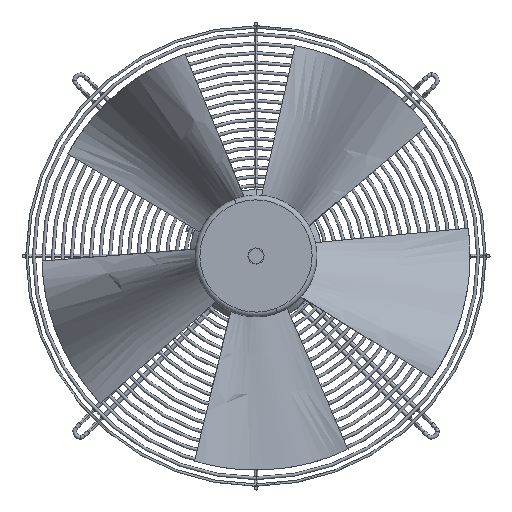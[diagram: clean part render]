
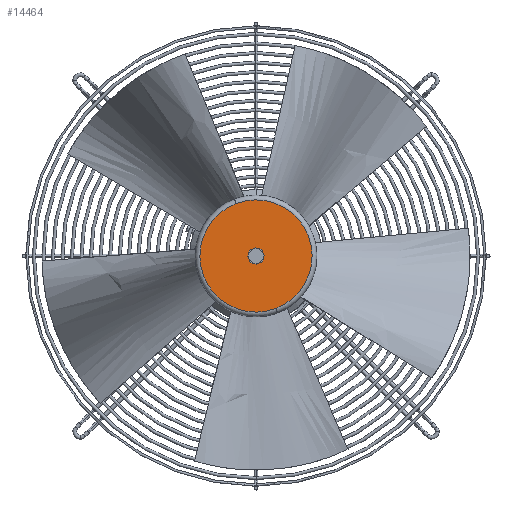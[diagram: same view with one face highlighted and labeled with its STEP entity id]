
A CAD part, front view. The second image highlights one B-rep face of the part: STEP entity #14464.
In plain terms, the highlighted face is planar.
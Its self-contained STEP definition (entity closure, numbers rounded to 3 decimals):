
#12923=CARTESIAN_POINT('',(0.,67.,0.));
#12924=DIRECTION('',(0.,1.,0.));
#12925=DIRECTION('',(0.,0.,1.));
#12926=AXIS2_PLACEMENT_3D('',#12923,#12924,#12925);
#12928=CARTESIAN_POINT('',(0.,67.,0.));
#12929=DIRECTION('',(0.,1.,0.));
#12930=DIRECTION('',(0.,0.,-1.));
#12931=AXIS2_PLACEMENT_3D('',#12928,#12929,#12930);
#12933=CARTESIAN_POINT('',(0.,67.,0.));
#12934=DIRECTION('',(0.,-1.,0.));
#12935=DIRECTION('',(0.,0.,-1.));
#12936=AXIS2_PLACEMENT_3D('',#12933,#12934,#12935);
#12938=CARTESIAN_POINT('',(0.,67.,0.));
#12939=DIRECTION('',(0.,-1.,0.));
#12940=DIRECTION('',(0.,0.,1.));
#12941=AXIS2_PLACEMENT_3D('',#12938,#12939,#12940);
#13945=CARTESIAN_POINT('',(0.,67.,8.5));
#13946=CARTESIAN_POINT('',(0.,67.,-8.5));
#13947=VERTEX_POINT('',#13945);
#13948=VERTEX_POINT('',#13946);
#13973=CARTESIAN_POINT('',(0.,67.,-59.));
#13974=CARTESIAN_POINT('',(0.,67.,59.));
#13975=VERTEX_POINT('',#13973);
#13976=VERTEX_POINT('',#13974);
#14449=CARTESIAN_POINT('',(0.,67.,0.));
#14450=DIRECTION('',(0.,1.,0.));
#14451=DIRECTION('',(0.,0.,1.));
#14452=AXIS2_PLACEMENT_3D('',#14449,#14450,#14451);
#14453=PLANE('',#14452);
#14454=ORIENTED_EDGE('',*,*,#14428,.F.);
#14455=ORIENTED_EDGE('',*,*,#14441,.F.);
#14456=EDGE_LOOP('',(#14454,#14455));
#14457=FACE_OUTER_BOUND('',#14456,.F.);
#14459=ORIENTED_EDGE('',*,*,#14458,.F.);
#14461=ORIENTED_EDGE('',*,*,#14460,.F.);
#14462=EDGE_LOOP('',(#14459,#14461));
#14463=FACE_BOUND('',#14462,.F.);
#14464=ADVANCED_FACE('',(#14457,#14463),#14453,.T.);
#12927=CIRCLE('',#12926,59.);
#12932=CIRCLE('',#12931,59.);
#12937=CIRCLE('',#12936,8.5);
#12942=CIRCLE('',#12941,8.5);
#14428=EDGE_CURVE('',#13976,#13975,#12927,.T.);
#14441=EDGE_CURVE('',#13975,#13976,#12932,.T.);
#14458=EDGE_CURVE('',#13948,#13947,#12937,.T.);
#14460=EDGE_CURVE('',#13947,#13948,#12942,.T.);
